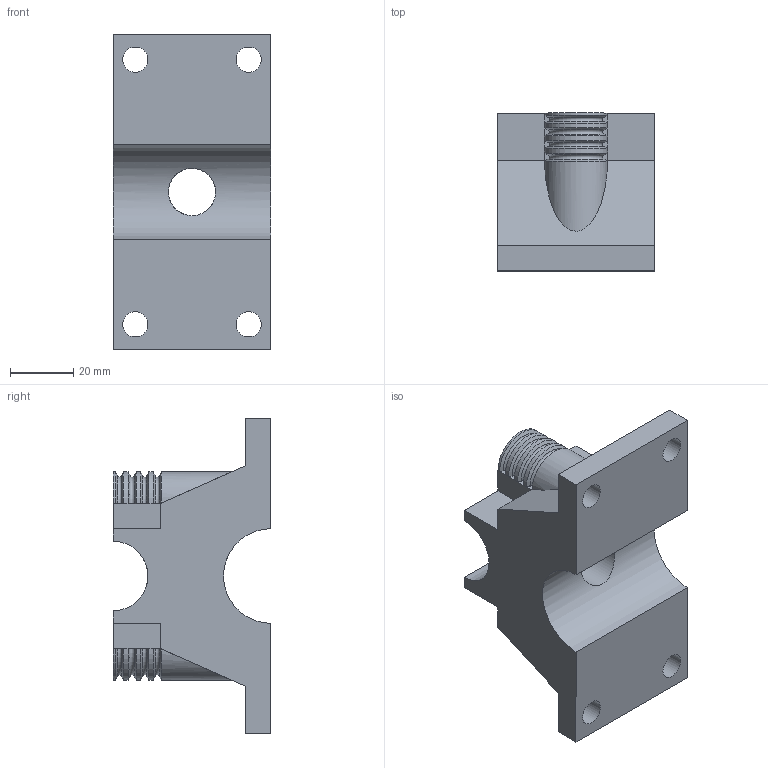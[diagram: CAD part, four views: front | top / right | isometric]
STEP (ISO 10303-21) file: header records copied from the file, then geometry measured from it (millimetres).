
FILE_DESCRIPTION(('STEP AP242'), '1');
FILE_NAME('Êðåïåæ', '', ('UNSPECIFIED'), ('UNSPECIFIED'), 'C3D Converter', 'C3D Toolkit', '');
FILE_SCHEMA(('AP242_MANAGED_MODEL_BASED_3D_ENGINEERING_MIM_LF { 1 0 10303 442 1 1 4 }'));
Length unit declared in the file: millimetre
Bounding box: 50 x 50 x 100 mm (x, y, z)
Volume: 117229.7 mm3; surface area: 24217.9 mm2
Topology: 1 solids, 1 shells, 95 faces, 237 edges, 148 vertices
Faces by surface type: plane 42, cylinder 23, cone 22, torus 8
Full cylindrical faces by diameter (mm): 6.647 x2, 8 x4, 15 x1
Entity records: 4000 total; most frequent: CARTESIAN_POINT 1677, DIRECTION 490, ORIENTED_EDGE 428, EDGE_CURVE 214, AXIS2_PLACEMENT_3D 180, VERTEX_POINT 136, LINE 130, VECTOR 130
